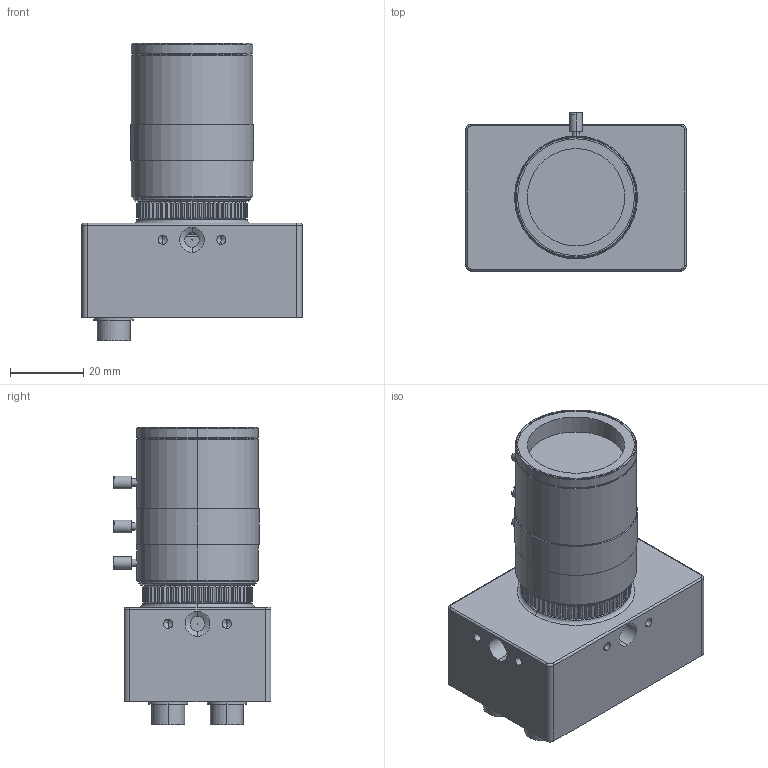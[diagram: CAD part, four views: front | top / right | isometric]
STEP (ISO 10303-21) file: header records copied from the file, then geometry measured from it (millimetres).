
FILE_DESCRIPTION (( 'STEP AP214' ), '1' );
FILE_NAME ('DAVIS346.STEP', '2020-07-21T03:31:13', ( '' ), ( '' ), 'SwSTEP 2.0', 'SolidWorks 2016', '' );
FILE_SCHEMA (( 'AUTOMOTIVE_DESIGN' ));
Length unit declared in the file: millimetre
Products named in the file (3): DAVIS346; lenses
Assembly tree (2 placements, depth 2):
  DAVIS346
    DAVIS346
    lenses
Bounding box: 60 x 43 x 80.95 mm (x, y, z)
Volume: 95280.3 mm3; surface area: 21228.8 mm2
Topology: 2 solids, 2 shells, 598 faces, 1354 edges, 787 vertices
Faces by surface type: plane 211, cylinder 202, cone 170, bspline 9, torus 6
Entity records: 20883 total; most frequent: CARTESIAN_POINT 6590, DIRECTION 2718, ORIENTED_EDGE 2660, EDGE_CURVE 1330, AXIS2_PLACEMENT_3D 1126, VERTEX_POINT 787, EDGE_LOOP 653, FACE_OUTER_BOUND 598
